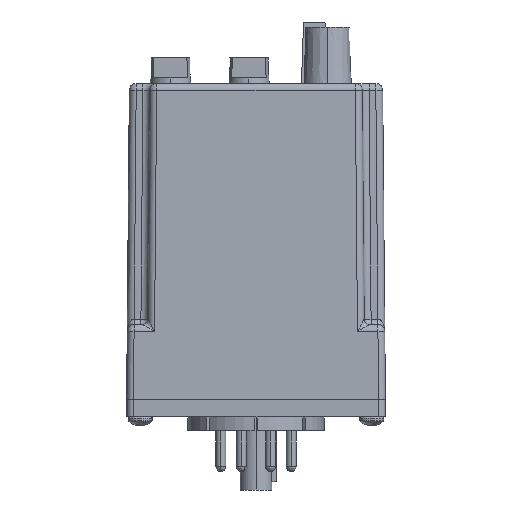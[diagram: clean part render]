
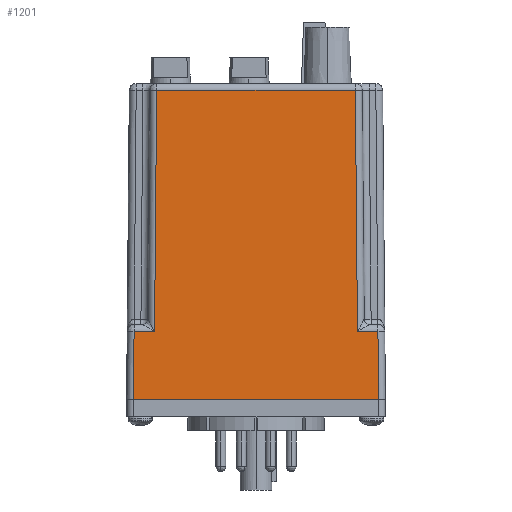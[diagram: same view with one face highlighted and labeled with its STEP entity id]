
A CAD part, left-side view. The second image highlights one B-rep face of the part: STEP entity #1201.
In plain terms, the highlighted planar face has unit normal (-1, 0, 0.009).
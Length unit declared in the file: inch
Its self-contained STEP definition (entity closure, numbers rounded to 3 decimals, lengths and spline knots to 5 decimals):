
#460 = CARTESIAN_POINT ( 'NONE',  ( -0.875, -1.1245, 0. ) ) ;
#541 = ORIENTED_EDGE ( 'NONE', *, *, #18839, .T. ) ;
#731 = LINE ( 'NONE', #21438, #21436 ) ;
#1201 = ADVANCED_FACE ( 'NONE', ( #7444 ), #14109, .T. ) ;
#1348 = LINE ( 'NONE', #15259, #17739 ) ;
#1772 = ORIENTED_EDGE ( 'NONE', *, *, #12061, .T. ) ;
#3184 = VERTEX_POINT ( 'NONE', #7338 ) ;
#3661 = DIRECTION ( 'NONE',  ( -0.009, 0.009, -1. ) ) ;
#3743 = LINE ( 'NONE', #460, #12762 ) ;
#4044 = VECTOR ( 'NONE', #3661, 39.37008 ) ;
#5511 = VECTOR ( 'NONE', #15574, 39.37008 ) ;
#5858 = DIRECTION ( 'NONE',  ( 0., 1., 0. ) ) ;
#6540 = LINE ( 'NONE', #6761, #5511 ) ;
#6603 = CARTESIAN_POINT ( 'NONE',  ( -0.875, -1.1875, 0. ) ) ;
#6761 = CARTESIAN_POINT ( 'NONE',  ( -0.86954, -0.93104, 0.62555 ) ) ;
#7294 = CARTESIAN_POINT ( 'NONE',  ( -0.85024, 0.91174, 2.83755 ) ) ;
#7338 = CARTESIAN_POINT ( 'NONE',  ( -0.86954, 0.93104, 0.62555 ) ) ;
#7421 = EDGE_CURVE ( 'NONE', #3184, #12088, #21364, .T. ) ;
#7444 = FACE_OUTER_BOUND ( 'NONE', #20434, .T. ) ;
#7825 = VERTEX_POINT ( 'NONE', #7294 ) ;
#8181 = AXIS2_PLACEMENT_3D ( 'NONE', #9249, #21368, #9133 ) ;
#8246 = VECTOR ( 'NONE', #5858, 39.37008 ) ;
#8349 = DIRECTION ( 'NONE',  ( 0., 1., 0. ) ) ;
#8674 = LINE ( 'NONE', #12185, #12302 ) ;
#9133 = DIRECTION ( 'NONE',  ( 0.009, 0., 1. ) ) ;
#9249 = CARTESIAN_POINT ( 'NONE',  ( -0.875, -1.1875, 0. ) ) ;
#9424 = DIRECTION ( 'NONE',  ( 0., 1., 0. ) ) ;
#9557 = ORIENTED_EDGE ( 'NONE', *, *, #21194, .T. ) ;
#9560 = EDGE_CURVE ( 'NONE', #16097, #13443, #1348, .T. ) ;
#9700 = EDGE_CURVE ( 'NONE', #12088, #9893, #8674, .T. ) ;
#9893 = VERTEX_POINT ( 'NONE', #19523 ) ;
#10103 = ORIENTED_EDGE ( 'NONE', *, *, #10884, .T. ) ;
#10621 = CARTESIAN_POINT ( 'NONE',  ( -0.86954, -0.93104, 0.62555 ) ) ;
#10645 = VERTEX_POINT ( 'NONE', #20596 ) ;
#10884 = EDGE_CURVE ( 'NONE', #7825, #3184, #14185, .T. ) ;
#12061 = EDGE_CURVE ( 'NONE', #13443, #10645, #6540, .T. ) ;
#12088 = VERTEX_POINT ( 'NONE', #18863 ) ;
#12185 = CARTESIAN_POINT ( 'NONE',  ( -0.86954, 1.11904, 0.62555 ) ) ;
#12302 = VECTOR ( 'NONE', #15588, 39.37008 ) ;
#12762 = VECTOR ( 'NONE', #18110, 39.37008 ) ;
#13443 = VERTEX_POINT ( 'NONE', #10621 ) ;
#13513 = VECTOR ( 'NONE', #15311, 39.37008 ) ;
#13664 = CARTESIAN_POINT ( 'NONE',  ( -0.85024, 0.91174, 2.83755 ) ) ;
#13806 = VERTEX_POINT ( 'NONE', #19089 ) ;
#14105 = CARTESIAN_POINT ( 'NONE',  ( -0.86954, -1.1875, 0.62555 ) ) ;
#14109 = PLANE ( 'NONE',  #8181 ) ;
#14185 = LINE ( 'NONE', #13664, #4044 ) ;
#15222 = ORIENTED_EDGE ( 'NONE', *, *, #7421, .T. ) ;
#15259 = CARTESIAN_POINT ( 'NONE',  ( -0.86954, -1.1875, 0.62555 ) ) ;
#15311 = DIRECTION ( 'NONE',  ( 0., -1., 0. ) ) ;
#15574 = DIRECTION ( 'NONE',  ( 0.009, 0.009, 1. ) ) ;
#15588 = DIRECTION ( 'NONE',  ( -0.009, 0.009, -1. ) ) ;
#16097 = VERTEX_POINT ( 'NONE', #19669 ) ;
#16525 = EDGE_CURVE ( 'NONE', #9893, #13806, #20291, .T. ) ;
#17739 = VECTOR ( 'NONE', #8349, 39.37008 ) ;
#18110 = DIRECTION ( 'NONE',  ( 0.009, 0.009, 1. ) ) ;
#18839 = EDGE_CURVE ( 'NONE', #13806, #16097, #3743, .T. ) ;
#18863 = CARTESIAN_POINT ( 'NONE',  ( -0.86954, 1.11904, 0.62555 ) ) ;
#19089 = CARTESIAN_POINT ( 'NONE',  ( -0.875, -1.1245, 0. ) ) ;
#19190 = ORIENTED_EDGE ( 'NONE', *, *, #9700, .T. ) ;
#19311 = ORIENTED_EDGE ( 'NONE', *, *, #9560, .T. ) ;
#19523 = CARTESIAN_POINT ( 'NONE',  ( -0.875, 1.1245, 0. ) ) ;
#19669 = CARTESIAN_POINT ( 'NONE',  ( -0.86954, -1.11904, 0.62555 ) ) ;
#20291 = LINE ( 'NONE', #6603, #13513 ) ;
#20434 = EDGE_LOOP ( 'NONE', ( #1772, #9557, #10103, #15222, #19190, #22098, #541, #19311 ) ) ;
#20596 = CARTESIAN_POINT ( 'NONE',  ( -0.85024, -0.91174, 2.83755 ) ) ;
#21194 = EDGE_CURVE ( 'NONE', #10645, #7825, #731, .T. ) ;
#21364 = LINE ( 'NONE', #14105, #8246 ) ;
#21368 = DIRECTION ( 'NONE',  ( -1., 0., 0.009 ) ) ;
#21436 = VECTOR ( 'NONE', #9424, 39.37008 ) ;
#21438 = CARTESIAN_POINT ( 'NONE',  ( -0.85024, -1.1875, 2.83755 ) ) ;
#22098 = ORIENTED_EDGE ( 'NONE', *, *, #16525, .T. ) ;
